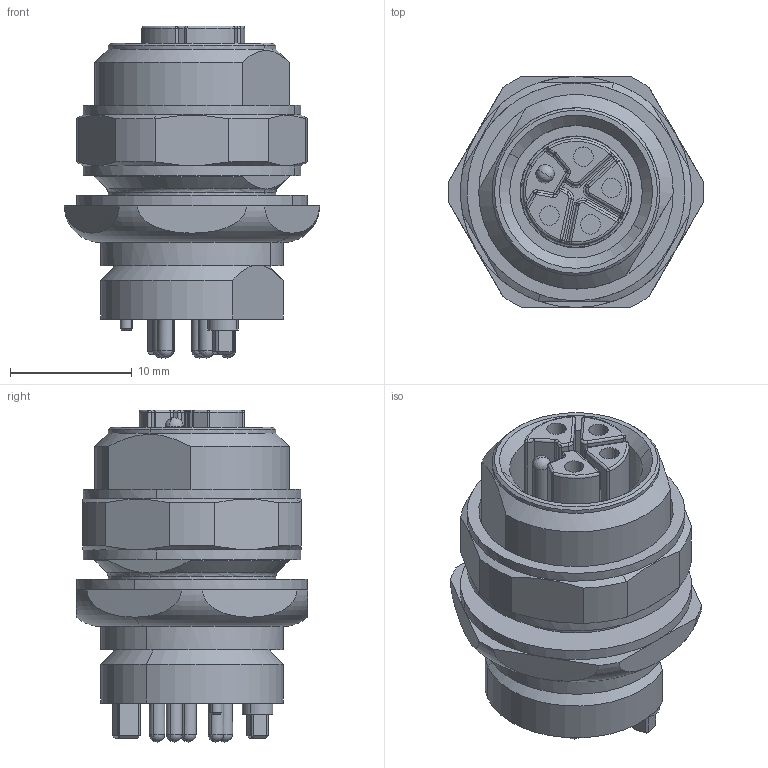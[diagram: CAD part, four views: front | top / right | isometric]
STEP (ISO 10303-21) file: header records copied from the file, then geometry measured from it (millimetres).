
FILE_DESCRIPTION(('CATIA V5 STEP Exchange','CAx-IF Rec.Pracs.--- Model Styling and Organization---1.4--- 2014-01-23'),'2;1');
FILE_NAME ('287713-3_0_2530910000_2530910000.stp','2020-10-14T09:03:25+00:00',('none'),('Weidmueller'),'CATIA Version 5-6 Release 2016 SP3 HF44','CATIA V5 STEP AP214','none');
FILE_SCHEMA(('AUTOMOTIVE_DESIGN { 1 0 10303 214 1 1 1 1 }'));
Length unit declared in the file: millimetre
Products named in the file (1): 2530910000
Bounding box: 20.99 x 19 x 27.3 mm (x, y, z)
Volume: 4392.3 mm3; surface area: 4785.2 mm2
Topology: 5 solids, 5 shells, 331 faces, 835 edges, 496 vertices
Faces by surface type: cylinder 141, plane 75, cone 38, torus 38, sphere 31, bspline 8
Entity records: 10316 total; most frequent: CARTESIAN_POINT 3092, ORIENTED_EDGE 1590, DIRECTION 1231, EDGE_CURVE 795, AXIS2_PLACEMENT_3D 652, VERTEX_POINT 495, EDGE_LOOP 361, CIRCLE 334
